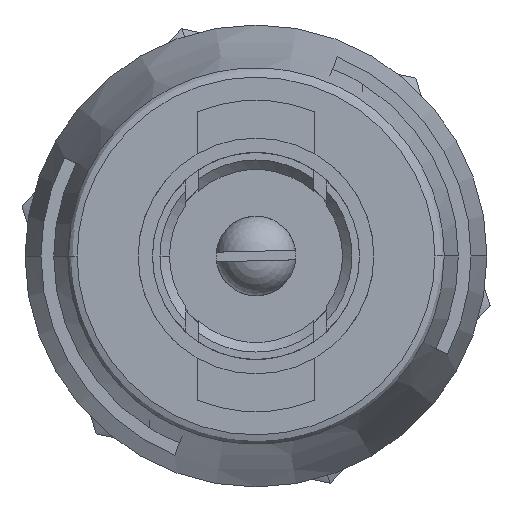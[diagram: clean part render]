
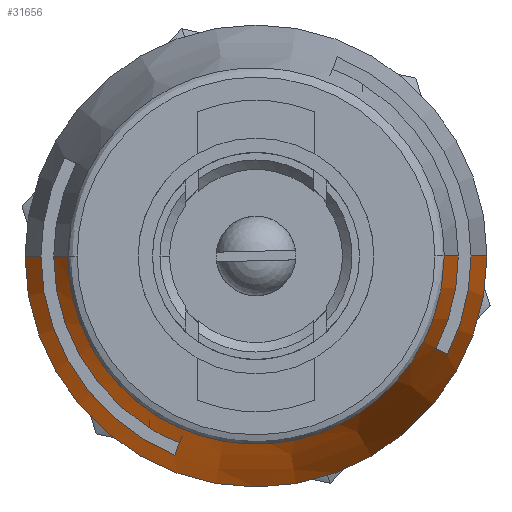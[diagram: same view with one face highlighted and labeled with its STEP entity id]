
A CAD part, left-side view. The second image highlights one B-rep face of the part: STEP entity #31656.
In plain terms, the highlighted conical face has half-angle 14.036 degrees and reference radius 5.85 mm.
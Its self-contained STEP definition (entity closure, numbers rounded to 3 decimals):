
#1828 = CARTESIAN_POINT ( 'NONE',  ( 4.985, 0., -7.25 ) ) ;
#2015 = DIRECTION ( 'NONE',  ( 1., 0., 0. ) ) ;
#3055 = VERTEX_POINT ( 'NONE', #81780 ) ;
#3650 = CARTESIAN_POINT ( 'NONE',  ( 10.358, 5.907, 0.773 ) ) ;
#3702 = CARTESIAN_POINT ( 'NONE',  ( 8.585, 0., 0. ) ) ;
#5041 = VERTEX_POINT ( 'NONE', #42416 ) ;
#5687 = FACE_OUTER_BOUND ( 'NONE', #59628, .T. ) ;
#8984 = VERTEX_POINT ( 'NONE', #30647 ) ;
#9707 = CARTESIAN_POINT ( 'NONE',  ( 10.358, 0., -5.907 ) ) ;
#10463 = VERTEX_POINT ( 'NONE', #75975 ) ;
#10578 = DIRECTION ( 'NONE',  ( 0., 0., -1. ) ) ;
#11556 = CARTESIAN_POINT ( 'NONE',  ( 6.985, 3.089, 6.002 ) ) ;
#12347 = EDGE_CURVE ( 'NONE', #10463, #31489, #49858, .T. ) ;
#16951 = DIRECTION ( 'NONE',  ( -0.97, 0., 0.243 ) ) ;
#17867 = CARTESIAN_POINT ( 'NONE',  ( 33.985, 0., 0. ) ) ;
#18219 = CARTESIAN_POINT ( 'NONE',  ( 8.585, 0., 0. ) ) ;
#18386 = LINE ( 'NONE', #61782, #51018 ) ;
#19857 = VERTEX_POINT ( 'NONE', #31513 ) ;
#21527 = CIRCLE ( 'NONE', #40817, 7.25 ) ;
#21571 = VERTEX_POINT ( 'NONE', #54921 ) ;
#22505 = LINE ( 'NONE', #73080, #37344 ) ;
#22806 = VERTEX_POINT ( 'NONE', #51548 ) ;
#22995 = CARTESIAN_POINT ( 'NONE',  ( 10.358, 2.975, 5.161 ) ) ;
#23342 = ORIENTED_EDGE ( 'NONE', *, *, #38815, .F. ) ;
#24262 = EDGE_CURVE ( 'NONE', #78955, #5041, #75315, .T. ) ;
#24739 = CARTESIAN_POINT ( 'NONE',  ( 8.611, 5.732, -2.724 ) ) ;
#24757 = DIRECTION ( 'NONE',  ( 0.97, -0.225, 0.092 ) ) ;
#25270 = CARTESIAN_POINT ( 'NONE',  ( 8.585, 5.489, -3.199 ) ) ;
#25628 = VECTOR ( 'NONE', #16951, 1000. ) ;
#25647 = VERTEX_POINT ( 'NONE', #1828 ) ;
#25921 = ORIENTED_EDGE ( 'NONE', *, *, #71356, .T. ) ;
#27047 = EDGE_CURVE ( 'NONE', #19857, #40058, #34626, .T. ) ;
#29047 = DIRECTION ( 'NONE',  ( -0.97, 0., 0.243 ) ) ;
#29626 = VERTEX_POINT ( 'NONE', #11556 ) ;
#30339 = DIRECTION ( 'NONE',  ( 0., 0., -1. ) ) ;
#30647 = CARTESIAN_POINT ( 'NONE',  ( 6.985, 0., -6.75 ) ) ;
#31175 = CARTESIAN_POINT ( 'NONE',  ( 10.358, 0., 5.907 ) ) ;
#31396 = CARTESIAN_POINT ( 'NONE',  ( 8.59, 5.575, -3.043 ) ) ;
#31489 = VERTEX_POINT ( 'NONE', #59160 ) ;
#31513 = CARTESIAN_POINT ( 'NONE',  ( 8.585, 0., 6.35 ) ) ;
#31656 = ADVANCED_FACE ( 'NONE', ( #5687 ), #46281, .T. ) ;
#31671 = EDGE_CURVE ( 'NONE', #29626, #3055, #65025, .T. ) ;
#32129 = CARTESIAN_POINT ( 'NONE',  ( 10.585, 0., 5.85 ) ) ;
#32439 = CIRCLE ( 'NONE', #51922, 6.75 ) ;
#33386 = CIRCLE ( 'NONE', #50841, 6.35 ) ;
#33626 = VERTEX_POINT ( 'NONE', #36790 ) ;
#34626 = CIRCLE ( 'NONE', #43205, 6.35 ) ;
#34649 = CARTESIAN_POINT ( 'NONE',  ( 10.358, 5.753, -1.546 ) ) ;
#35753 = CARTESIAN_POINT ( 'NONE',  ( 10.358, 5.161, -2.975 ) ) ;
#35994 = LINE ( 'NONE', #32129, #62401 ) ;
#36336 = CARTESIAN_POINT ( 'NONE',  ( 8.585, 2.906, 5.646 ) ) ;
#36790 = CARTESIAN_POINT ( 'NONE',  ( 8.585, 5.394, -3.35 ) ) ;
#37137 = EDGE_CURVE ( 'NONE', #8984, #25647, #18386, .T. ) ;
#37344 = VECTOR ( 'NONE', #52896, 1000. ) ;
#38815 = EDGE_CURVE ( 'NONE', #78955, #19857, #35994, .T. ) ;
#40058 = VERTEX_POINT ( 'NONE', #36336 ) ;
#40641 = DIRECTION ( 'NONE',  ( 0., 0., 1. ) ) ;
#40817 = AXIS2_PLACEMENT_3D ( 'NONE', #43858, #68979, #30339 ) ;
#40821 = ORIENTED_EDGE ( 'NONE', *, *, #64707, .T. ) ;
#40996 = CARTESIAN_POINT ( 'NONE',  ( 10.358, 0.773, -5.907 ) ) ;
#41278 = CARTESIAN_POINT ( 'NONE',  ( 10.358, 4.723, 3.63 ) ) ;
#41553 = CARTESIAN_POINT ( 'NONE',  ( 10.358, 5.753, 1.546 ) ) ;
#42103 = CARTESIAN_POINT ( 'NONE',  ( 10.358, 0.773, 5.907 ) ) ;
#42416 = CARTESIAN_POINT ( 'NONE',  ( 10.358, 0., -5.907 ) ) ;
#42533 = LINE ( 'NONE', #54852, #25628 ) ;
#43205 = AXIS2_PLACEMENT_3D ( 'NONE', #18219, #68800, #45872 ) ;
#43713 = ORIENTED_EDGE ( 'NONE', *, *, #27047, .F. ) ;
#43858 = CARTESIAN_POINT ( 'NONE',  ( 4.985, 0., 0. ) ) ;
#45056 = ORIENTED_EDGE ( 'NONE', *, *, #57823, .F. ) ;
#45872 = DIRECTION ( 'NONE',  ( 0., 0., 1. ) ) ;
#46281 = CONICAL_SURFACE ( 'NONE', #68736, 5.85, 0.245 ) ;
#46755 = CARTESIAN_POINT ( 'NONE',  ( 10.585, 0., 0. ) ) ;
#47030 = CARTESIAN_POINT ( 'NONE',  ( 6.985, 0., 0. ) ) ;
#47935 = CARTESIAN_POINT ( 'NONE',  ( 10.358, 3.63, -4.723 ) ) ;
#48472 = CARTESIAN_POINT ( 'NONE',  ( 10.358, 1.546, 5.753 ) ) ;
#48846 = DIRECTION ( 'NONE',  ( -0.97, 0., -0.243 ) ) ;
#49155 = CARTESIAN_POINT ( 'NONE',  ( 8.654, 5.862, -2.396 ) ) ;
#49691 = CARTESIAN_POINT ( 'NONE',  ( 8.585, 5.394, -3.35 ) ) ;
#49858 = LINE ( 'NONE', #17867, #77497 ) ;
#50377 = ORIENTED_EDGE ( 'NONE', *, *, #64586, .T. ) ;
#50841 = AXIS2_PLACEMENT_3D ( 'NONE', #3702, #2015, #10578 ) ;
#51018 = VECTOR ( 'NONE', #48846, 1000. ) ;
#51480 = ORIENTED_EDGE ( 'NONE', *, *, #37137, .T. ) ;
#51548 = CARTESIAN_POINT ( 'NONE',  ( 4.985, 0., 7.25 ) ) ;
#51922 = AXIS2_PLACEMENT_3D ( 'NONE', #56338, #68495, #62669 ) ;
#52230 = B_SPLINE_CURVE_WITH_KNOTS ( 'NONE', 3,
 ( #49155, #73449, #24739, #31396, #25270, #49691 ),
 .UNSPECIFIED., .F., .F.,
 ( 4, 2, 4 ),
 ( 0., 0.001, 0.001 ),
 .UNSPECIFIED. ) ;
#52625 = DIRECTION ( 'NONE',  ( -0.97, 0., -0.243 ) ) ;
#52896 = DIRECTION ( 'NONE',  ( 0.97, -0.111, -0.216 ) ) ;
#53096 = ORIENTED_EDGE ( 'NONE', *, *, #12347, .F. ) ;
#54433 = EDGE_CURVE ( 'NONE', #31489, #33626, #52230, .T. ) ;
#54528 = ORIENTED_EDGE ( 'NONE', *, *, #67649, .F. ) ;
#54852 = CARTESIAN_POINT ( 'NONE',  ( 10.585, 0., 5.85 ) ) ;
#54921 = CARTESIAN_POINT ( 'NONE',  ( 8.585, 0., -6.35 ) ) ;
#55514 = LINE ( 'NONE', #71925, #57470 ) ;
#56338 = CARTESIAN_POINT ( 'NONE',  ( 6.985, 0., 0. ) ) ;
#56581 = ORIENTED_EDGE ( 'NONE', *, *, #24262, .T. ) ;
#57470 = VECTOR ( 'NONE', #52625, 1000. ) ;
#57823 = EDGE_CURVE ( 'NONE', #3055, #22806, #42533, .T. ) ;
#59160 = CARTESIAN_POINT ( 'NONE',  ( 8.654, 5.862, -2.396 ) ) ;
#59628 = EDGE_LOOP ( 'NONE', ( #56581, #25921, #40821, #68821, #53096, #54528, #51480, #67338, #45056, #67512, #50377, #43713, #23342 ) ) ;
#61782 = CARTESIAN_POINT ( 'NONE',  ( 10.585, 0., -5.85 ) ) ;
#62401 = VECTOR ( 'NONE', #29047, 1000. ) ;
#62669 = DIRECTION ( 'NONE',  ( 0., 0., -1. ) ) ;
#64083 = EDGE_CURVE ( 'NONE', #25647, #22806, #21527, .T. ) ;
#64586 = EDGE_CURVE ( 'NONE', #29626, #40058, #22505, .T. ) ;
#64707 = EDGE_CURVE ( 'NONE', #21571, #33626, #33386, .T. ) ;
#65025 = CIRCLE ( 'NONE', #72993, 6.75 ) ;
#67226 = CARTESIAN_POINT ( 'NONE',  ( 10.358, 0., 5.907 ) ) ;
#67338 = ORIENTED_EDGE ( 'NONE', *, *, #64083, .T. ) ;
#67512 = ORIENTED_EDGE ( 'NONE', *, *, #31671, .F. ) ;
#67649 = EDGE_CURVE ( 'NONE', #8984, #10463, #32439, .T. ) ;
#68495 = DIRECTION ( 'NONE',  ( 1., 0., 0. ) ) ;
#68736 = AXIS2_PLACEMENT_3D ( 'NONE', #46755, #78505, #40641 ) ;
#68800 = DIRECTION ( 'NONE',  ( -1., 0., 0. ) ) ;
#68821 = ORIENTED_EDGE ( 'NONE', *, *, #54433, .F. ) ;
#68979 = DIRECTION ( 'NONE',  ( 1., 0., 0. ) ) ;
#71356 = EDGE_CURVE ( 'NONE', #5041, #21571, #55514, .T. ) ;
#71925 = CARTESIAN_POINT ( 'NONE',  ( 10.585, 0., -5.85 ) ) ;
#72404 = DIRECTION ( 'NONE',  ( 1., 0., 0. ) ) ;
#72476 = CARTESIAN_POINT ( 'NONE',  ( 10.358, 5.161, 2.975 ) ) ;
#72993 = AXIS2_PLACEMENT_3D ( 'NONE', #47030, #72404, #78777 ) ;
#73080 = CARTESIAN_POINT ( 'NONE',  ( 33.985, 0., 0. ) ) ;
#73301 = CARTESIAN_POINT ( 'NONE',  ( 10.358, 2.975, -5.161 ) ) ;
#73449 = CARTESIAN_POINT ( 'NONE',  ( 8.627, 5.802, -2.561 ) ) ;
#73575 = CARTESIAN_POINT ( 'NONE',  ( 10.358, 5.907, -0.773 ) ) ;
#75315 = B_SPLINE_CURVE_WITH_KNOTS ( 'NONE', 3,
 ( #67226, #42103, #48472, #22995, #79393, #41278, #72476, #41553, #3650, #73575, #34649, #35753, #78849, #47935, #73301, #79929, #40996, #9707 ),
 .UNSPECIFIED., .F., .F.,
 ( 4, 2, 2, 2, 2, 2, 2, 2, 4 ),
 ( 0.5, 0.563, 0.625, 0.688, 0.75, 0.813, 0.875, 0.938, 1. ),
 .UNSPECIFIED. ) ;
#75975 = CARTESIAN_POINT ( 'NONE',  ( 6.985, 6.248, -2.554 ) ) ;
#77497 = VECTOR ( 'NONE', #24757, 1000. ) ;
#78505 = DIRECTION ( 'NONE',  ( -1., 0., 0. ) ) ;
#78777 = DIRECTION ( 'NONE',  ( 0., 0., -1. ) ) ;
#78849 = CARTESIAN_POINT ( 'NONE',  ( 10.358, 4.723, -3.63 ) ) ;
#78955 = VERTEX_POINT ( 'NONE', #31175 ) ;
#79393 = CARTESIAN_POINT ( 'NONE',  ( 10.358, 3.63, 4.723 ) ) ;
#79929 = CARTESIAN_POINT ( 'NONE',  ( 10.358, 1.546, -5.753 ) ) ;
#81780 = CARTESIAN_POINT ( 'NONE',  ( 6.985, 0., 6.75 ) ) ;
